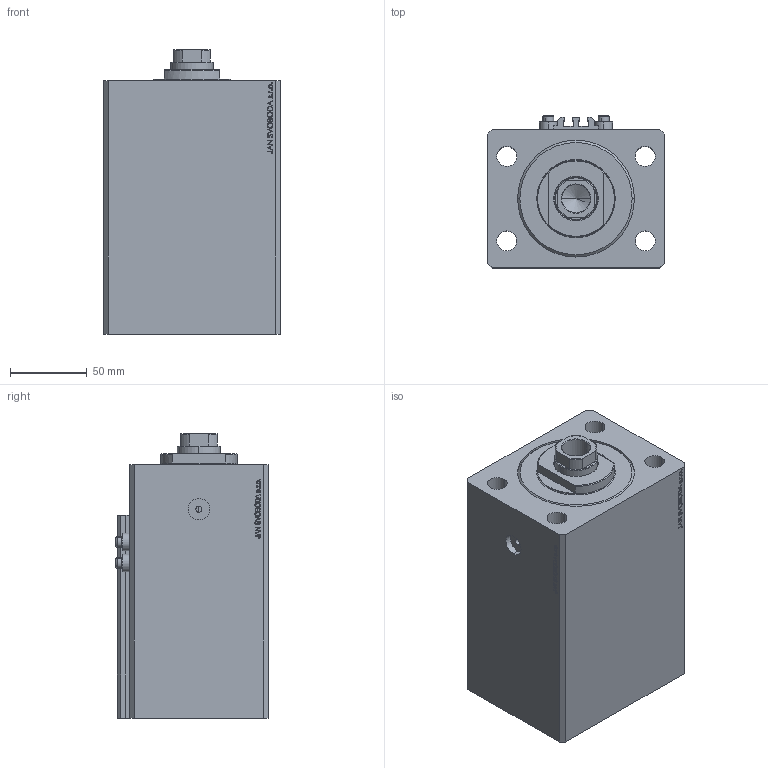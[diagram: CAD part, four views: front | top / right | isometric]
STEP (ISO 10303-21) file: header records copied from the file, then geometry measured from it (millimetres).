
FILE_DESCRIPTION (( 'STEP AP203' ), '1' );
FILE_NAME ('fc7d.STEP', '2024-11-04T12:07:21', ( '' ), ( '' ), 'SwSTEP 2.0', 'SolidWorks 2019', '' );
FILE_SCHEMA (( 'CONFIG_CONTROL_DESIGN' ));
Length unit declared in the file: millimetre
Products named in the file (5): ALLEN BOLT V250CE e41c049da17fdc0a2112a3e618bf3047; V250CE_C_Body e41c049da17fdc0a2112a3e618bf3047; fc7d; V250CE_C_VCP e41c049da17fdc0a2112a3e618bf3047; V250CE_VC_C e41c049da17fdc0a2112a3e618bf3047
Assembly tree (7 placements, depth 2):
  fc7d
    V250CE_C_Body e41c049da17fdc0a2112a3e618bf3047
    ALLEN BOLT V250CE e41c049da17fdc0a2112a3e618bf3047  x4
    V250CE_C_VCP e41c049da17fdc0a2112a3e618bf3047
    V250CE_VC_C e41c049da17fdc0a2112a3e618bf3047
Bounding box: 115 x 99 x 185 mm (x, y, z)
Volume: 1441853.2 mm3; surface area: 205363.5 mm2
Topology: 8 solids, 8 shells, 1038 faces, 2610 edges, 1707 vertices
Faces by surface type: plane 504, bspline 374, cylinder 88, cone 58, torus 14
Entity records: 47368 total; most frequent: CARTESIAN_POINT 25900, ORIENTED_EDGE 4910, DIRECTION 3059, EDGE_CURVE 2455, VERTEX_POINT 1623, VECTOR 1491, LINE 1491, EDGE_LOOP 1088
